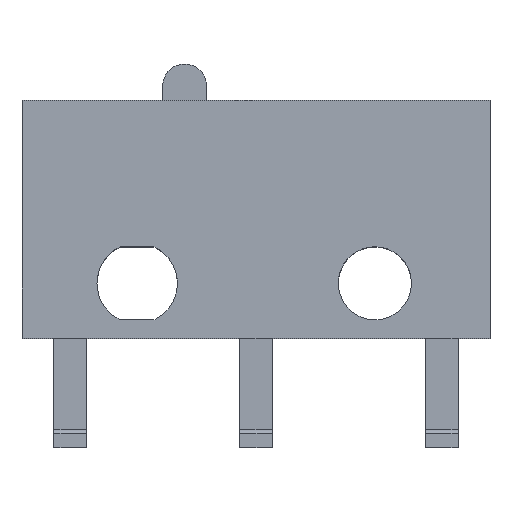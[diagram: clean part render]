
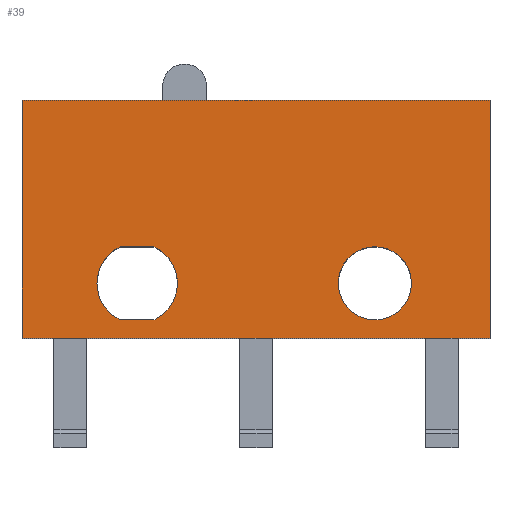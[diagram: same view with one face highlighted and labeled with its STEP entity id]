
A CAD part, top view. The second image highlights one B-rep face of the part: STEP entity #39.
In plain terms, the highlighted planar face has unit normal (0, 0, 1).
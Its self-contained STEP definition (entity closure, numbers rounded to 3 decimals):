
#39 = ADVANCED_FACE ( 'NONE', ( #447, #448, #449 ), #450, .T. ) ;
#55 = EDGE_CURVE ( 'NONE', #224, #105, #516, .T. ) ;
#66 = VERTEX_POINT ( 'NONE', #572 ) ;
#78 = EDGE_CURVE ( 'NONE', #308, #224, #650, .T. ) ;
#97 = ORIENTED_EDGE ( 'NONE', *, *, #504, .T. ) ;
#105 = VERTEX_POINT ( 'NONE', #859 ) ;
#145 = ORIENTED_EDGE ( 'NONE', *, *, #1694, .T. ) ;
#153 = ORIENTED_EDGE ( 'NONE', *, *, #1719, .T. ) ;
#164 = EDGE_CURVE ( 'NONE', #1476, #763, #1247, .T. ) ;
#179 = ORIENTED_EDGE ( 'NONE', *, *, #1532, .T. ) ;
#224 = VERTEX_POINT ( 'NONE', #338 ) ;
#253 = EDGE_CURVE ( 'NONE', #105, #1819, #367, .T. ) ;
#262 = CIRCLE ( 'NONE', #263, 1. ) ;
#263 = AXIS2_PLACEMENT_3D ( 'NONE', #264, #265, #266 ) ;
#264 = CARTESIAN_POINT ( 'NONE',  ( 0., 0., 2.9 ) ) ;
#265 = DIRECTION ( 'NONE',  ( 0., 0., -1. ) ) ;
#266 = DIRECTION ( 'NONE',  ( -1., 0., 0. ) ) ;
#308 = VERTEX_POINT ( 'NONE', #385 ) ;
#309 = EDGE_CURVE ( 'NONE', #1809, #1711, #392, .T. ) ;
#338 = CARTESIAN_POINT ( 'NONE',  ( -9.65, -1.5, 2.9 ) ) ;
#367 = LINE ( 'NONE', #368, #369 ) ;
#368 = CARTESIAN_POINT ( 'NONE',  ( 3.15, 5., 2.9 ) ) ;
#369 = VECTOR ( 'NONE', #370, 1000. ) ;
#370 = DIRECTION ( 'NONE',  ( 0., 1., 0. ) ) ;
#379 = ORIENTED_EDGE ( 'NONE', *, *, #1840, .T. ) ;
#385 = CARTESIAN_POINT ( 'NONE',  ( -9.65, 5., 2.9 ) ) ;
#392 = CIRCLE ( 'NONE', #393, 1.1 ) ;
#393 = AXIS2_PLACEMENT_3D ( 'NONE', #394, #395, #396 ) ;
#394 = CARTESIAN_POINT ( 'NONE',  ( -6.5, 0., 2.9 ) ) ;
#395 = DIRECTION ( 'NONE',  ( 0., 0., -1. ) ) ;
#396 = DIRECTION ( 'NONE',  ( -1., 0., 0. ) ) ;
#447 = FACE_BOUND ( 'NONE', #1784, .T. ) ;
#448 = FACE_BOUND ( 'NONE', #1791, .T. ) ;
#449 = FACE_OUTER_BOUND ( 'NONE', #1828, .T. ) ;
#450 = PLANE ( 'NONE',  #451 ) ;
#451 = AXIS2_PLACEMENT_3D ( 'NONE', #459, #460, #461 ) ;
#459 = CARTESIAN_POINT ( 'NONE',  ( -9.65, 5., 2.9 ) ) ;
#460 = DIRECTION ( 'NONE',  ( 0., 0., 1. ) ) ;
#461 = DIRECTION ( 'NONE',  ( 1., 0., 0. ) ) ;
#495 = LINE ( 'NONE', #496, #505 ) ;
#496 = CARTESIAN_POINT ( 'NONE',  ( -6.042, -1., 2.9 ) ) ;
#504 = EDGE_CURVE ( 'NONE', #763, #1809, #495, .T. ) ;
#505 = VECTOR ( 'NONE', #506, 1000. ) ;
#506 = DIRECTION ( 'NONE',  ( -1., 0., 0. ) ) ;
#516 = LINE ( 'NONE', #517, #518 ) ;
#517 = CARTESIAN_POINT ( 'NONE',  ( -9.65, -1.5, 2.9 ) ) ;
#518 = VECTOR ( 'NONE', #519, 1000. ) ;
#519 = DIRECTION ( 'NONE',  ( 1., 0., 0. ) ) ;
#572 = CARTESIAN_POINT ( 'NONE',  ( -1., 0., 2.9 ) ) ;
#635 = CARTESIAN_POINT ( 'NONE',  ( -6.042, -1., 2.9 ) ) ;
#650 = LINE ( 'NONE', #651, #652 ) ;
#651 = CARTESIAN_POINT ( 'NONE',  ( -9.65, 5., 2.9 ) ) ;
#652 = VECTOR ( 'NONE', #653, 1000. ) ;
#653 = DIRECTION ( 'NONE',  ( 0., -1., 0. ) ) ;
#760 = ORIENTED_EDGE ( 'NONE', *, *, #253, .T. ) ;
#763 = VERTEX_POINT ( 'NONE', #635 ) ;
#821 = CARTESIAN_POINT ( 'NONE',  ( 1., 0., 2.9 ) ) ;
#832 = CARTESIAN_POINT ( 'NONE',  ( -6.958, 1., 2.9 ) ) ;
#859 = CARTESIAN_POINT ( 'NONE',  ( 3.15, -1.5, 2.9 ) ) ;
#902 = CARTESIAN_POINT ( 'NONE',  ( -6.958, -1., 2.9 ) ) ;
#985 = CARTESIAN_POINT ( 'NONE',  ( -6.042, 1., 2.9 ) ) ;
#986 = CARTESIAN_POINT ( 'NONE',  ( 3.15, 5., 2.9 ) ) ;
#989 = CIRCLE ( 'NONE', #990, 1. ) ;
#990 = AXIS2_PLACEMENT_3D ( 'NONE', #991, #992, #993 ) ;
#991 = CARTESIAN_POINT ( 'NONE',  ( 0., 0., 2.9 ) ) ;
#992 = DIRECTION ( 'NONE',  ( 0., 0., -1. ) ) ;
#993 = DIRECTION ( 'NONE',  ( -1., 0., 0. ) ) ;
#1068 = VERTEX_POINT ( 'NONE', #821 ) ;
#1092 = LINE ( 'NONE', #1093, #1094 ) ;
#1093 = CARTESIAN_POINT ( 'NONE',  ( -9.65, 5., 2.9 ) ) ;
#1094 = VECTOR ( 'NONE', #1095, 1000. ) ;
#1095 = DIRECTION ( 'NONE',  ( -1., 0., 0. ) ) ;
#1150 = CIRCLE ( 'NONE', #1151, 1.1 ) ;
#1151 = AXIS2_PLACEMENT_3D ( 'NONE', #1152, #1153, #1154 ) ;
#1152 = CARTESIAN_POINT ( 'NONE',  ( -6.5, 0., 2.9 ) ) ;
#1153 = DIRECTION ( 'NONE',  ( 0., 0., -1. ) ) ;
#1154 = DIRECTION ( 'NONE',  ( -1., 0., 0. ) ) ;
#1159 = CARTESIAN_POINT ( 'NONE',  ( -7.6, 0., 2.9 ) ) ;
#1190 = LINE ( 'NONE', #1191, #1192 ) ;
#1191 = CARTESIAN_POINT ( 'NONE',  ( -6.042, 1., 2.9 ) ) ;
#1192 = VECTOR ( 'NONE', #1193, 1000. ) ;
#1193 = DIRECTION ( 'NONE',  ( 1., 0., 0. ) ) ;
#1247 = CIRCLE ( 'NONE', #1248, 1.1 ) ;
#1248 = AXIS2_PLACEMENT_3D ( 'NONE', #1249, #1250, #1251 ) ;
#1249 = CARTESIAN_POINT ( 'NONE',  ( -6.5, 0., 2.9 ) ) ;
#1250 = DIRECTION ( 'NONE',  ( 0., 0., -1. ) ) ;
#1251 = DIRECTION ( 'NONE',  ( -1., 0., 0. ) ) ;
#1476 = VERTEX_POINT ( 'NONE', #985 ) ;
#1532 = EDGE_CURVE ( 'NONE', #66, #1068, #989, .T. ) ;
#1694 = EDGE_CURVE ( 'NONE', #1819, #308, #1092, .T. ) ;
#1711 = VERTEX_POINT ( 'NONE', #1159 ) ;
#1718 = ORIENTED_EDGE ( 'NONE', *, *, #1767, .T. ) ;
#1719 = EDGE_CURVE ( 'NONE', #1797, #1476, #1190, .T. ) ;
#1737 = ORIENTED_EDGE ( 'NONE', *, *, #55, .T. ) ;
#1767 = EDGE_CURVE ( 'NONE', #1068, #66, #262, .T. ) ;
#1774 = ORIENTED_EDGE ( 'NONE', *, *, #164, .T. ) ;
#1784 = EDGE_LOOP ( 'NONE', ( #153, #1774, #97, #1806, #379 ) ) ;
#1791 = EDGE_LOOP ( 'NONE', ( #179, #1718 ) ) ;
#1797 = VERTEX_POINT ( 'NONE', #832 ) ;
#1806 = ORIENTED_EDGE ( 'NONE', *, *, #309, .T. ) ;
#1809 = VERTEX_POINT ( 'NONE', #902 ) ;
#1819 = VERTEX_POINT ( 'NONE', #986 ) ;
#1828 = EDGE_LOOP ( 'NONE', ( #1851, #1737, #760, #145 ) ) ;
#1840 = EDGE_CURVE ( 'NONE', #1711, #1797, #1150, .T. ) ;
#1851 = ORIENTED_EDGE ( 'NONE', *, *, #78, .T. ) ;
